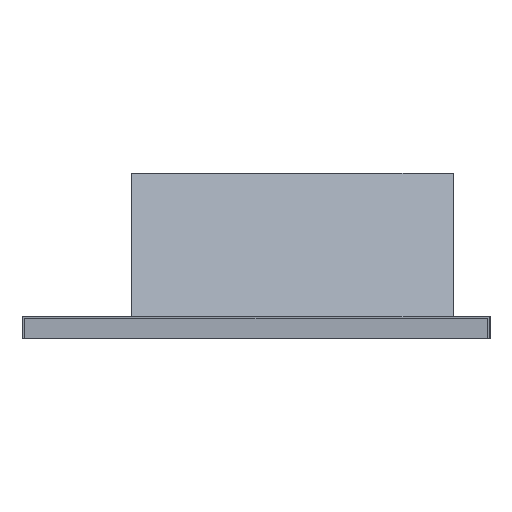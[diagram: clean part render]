
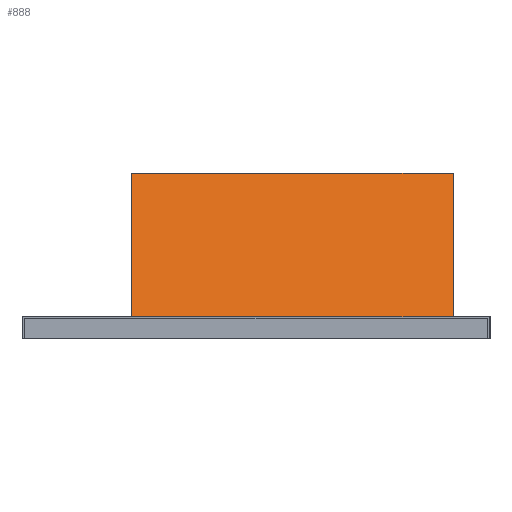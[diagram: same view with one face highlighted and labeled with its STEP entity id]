
A CAD part, left-side view. The second image highlights one B-rep face of the part: STEP entity #888.
In plain terms, the highlighted planar face has unit normal (-0.96, 0, 0.279).
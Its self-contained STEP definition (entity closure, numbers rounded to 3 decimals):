
#62 = DIRECTION ( 'NONE',  ( 0., 1., 0. ) ) ;
#101 = CARTESIAN_POINT ( 'NONE',  ( 26.743, 70.774, 280.284 ) ) ;
#179 = EDGE_CURVE ( 'NONE', #2279, #665, #815, .T. ) ;
#225 = VECTOR ( 'NONE', #2113, 1000. ) ;
#247 = DIRECTION ( 'NONE',  ( 0.279, 0., 0.96 ) ) ;
#289 = VECTOR ( 'NONE', #438, 1000. ) ;
#366 = PLANE ( 'NONE',  #956 ) ;
#392 = CARTESIAN_POINT ( 'NONE',  ( 9.316, 204.959, 220.284 ) ) ;
#425 = CARTESIAN_POINT ( 'NONE',  ( 10.061, 204.959, 222.851 ) ) ;
#438 = DIRECTION ( 'NONE',  ( -0.279, 0., -0.96 ) ) ;
#574 = EDGE_CURVE ( 'NONE', #2279, #674, #1089, .T. ) ;
#665 = VERTEX_POINT ( 'NONE', #2587 ) ;
#674 = VERTEX_POINT ( 'NONE', #2564 ) ;
#700 = FACE_OUTER_BOUND ( 'NONE', #1519, .T. ) ;
#815 = LINE ( 'NONE', #425, #1739 ) ;
#855 = VERTEX_POINT ( 'NONE', #101 ) ;
#888 = ADVANCED_FACE ( 'NONE', ( #700 ), #366, .T. ) ;
#908 = CARTESIAN_POINT ( 'NONE',  ( 9.316, 106.774, 220.284 ) ) ;
#956 = AXIS2_PLACEMENT_3D ( 'NONE', #908, #2168, #2326 ) ;
#1074 = CARTESIAN_POINT ( 'NONE',  ( 26.743, 203.959, 280.284 ) ) ;
#1089 = LINE ( 'NONE', #2534, #225 ) ;
#1130 = ORIENTED_EDGE ( 'NONE', *, *, #179, .F. ) ;
#1270 = LINE ( 'NONE', #1074, #1426 ) ;
#1359 = ORIENTED_EDGE ( 'NONE', *, *, #2381, .T. ) ;
#1426 = VECTOR ( 'NONE', #62, 1000. ) ;
#1456 = ORIENTED_EDGE ( 'NONE', *, *, #574, .T. ) ;
#1519 = EDGE_LOOP ( 'NONE', ( #1359, #1130, #1456, #2089 ) ) ;
#1739 = VECTOR ( 'NONE', #247, 1000. ) ;
#2089 = ORIENTED_EDGE ( 'NONE', *, *, #2416, .F. ) ;
#2113 = DIRECTION ( 'NONE',  ( 0., -1., 0. ) ) ;
#2168 = DIRECTION ( 'NONE',  ( -0.96, 0., 0.279 ) ) ;
#2268 = CARTESIAN_POINT ( 'NONE',  ( 26.743, 70.774, 280.284 ) ) ;
#2279 = VERTEX_POINT ( 'NONE', #392 ) ;
#2293 = LINE ( 'NONE', #2268, #289 ) ;
#2326 = DIRECTION ( 'NONE',  ( 0., 1., 0. ) ) ;
#2381 = EDGE_CURVE ( 'NONE', #855, #665, #1270, .T. ) ;
#2416 = EDGE_CURVE ( 'NONE', #855, #674, #2293, .T. ) ;
#2534 = CARTESIAN_POINT ( 'NONE',  ( 9.316, 178.52, 220.284 ) ) ;
#2564 = CARTESIAN_POINT ( 'NONE',  ( 9.316, 70.774, 220.284 ) ) ;
#2587 = CARTESIAN_POINT ( 'NONE',  ( 26.743, 204.959, 280.284 ) ) ;
